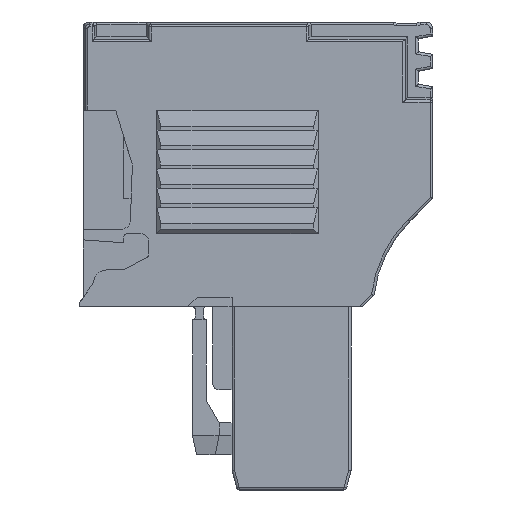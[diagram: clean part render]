
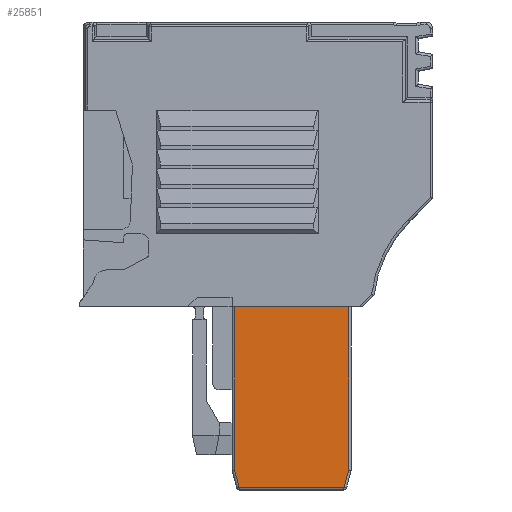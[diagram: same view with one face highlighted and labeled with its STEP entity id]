
A CAD part, left-side view. The second image highlights one B-rep face of the part: STEP entity #25851.
In plain terms, the highlighted planar face has unit normal (-1, 0, 0).
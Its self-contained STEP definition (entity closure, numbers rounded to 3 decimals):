
#25815=AXIS2_PLACEMENT_3D('Plane Axis2P3D',#25812,#25813,#25814) ;
#15895=CARTESIAN_POINT('Vertex',(3.425,15.3,14.15)) ;
#15898=CARTESIAN_POINT('Line Origine',(3.425,10.9,14.15)) ;
#15902=CARTESIAN_POINT('Vertex',(3.425,6.5,14.15)) ;
#25796=CARTESIAN_POINT('Vertex',(3.425,15.3,1.526)) ;
#25799=CARTESIAN_POINT('Line Origine',(3.425,15.3,7.075)) ;
#25812=CARTESIAN_POINT('Axis2P3D Location',(3.425,10.9,14.15)) ;
#25817=CARTESIAN_POINT('Line Origine',(3.425,10.9,0.2)) ;
#25821=CARTESIAN_POINT('Vertex',(3.425,6.855,0.2)) ;
#25823=CARTESIAN_POINT('Vertex',(3.425,14.945,0.2)) ;
#25826=CARTESIAN_POINT('Line Origine',(3.425,6.678,0.863)) ;
#25830=CARTESIAN_POINT('Vertex',(3.425,6.5,1.526)) ;
#25833=CARTESIAN_POINT('Line Origine',(3.425,6.5,7.838)) ;
#25838=CARTESIAN_POINT('Line Origine',(3.425,15.122,0.863)) ;
#15899=DIRECTION('Vector Direction',(0.,-1.,0.)) ;
#25800=DIRECTION('Vector Direction',(0.,0.,1.)) ;
#25813=DIRECTION('Axis2P3D Direction',(1.,0.,0.)) ;
#25814=DIRECTION('Axis2P3D XDirection',(0.,1.,0.)) ;
#25818=DIRECTION('Vector Direction',(0.,1.,0.)) ;
#25827=DIRECTION('Vector Direction',(0.,0.259,-0.966)) ;
#25834=DIRECTION('Vector Direction',(0.,0.,-1.)) ;
#25839=DIRECTION('Vector Direction',(0.,0.259,0.966)) ;
#15900=VECTOR('Line Direction',#15899,1.) ;
#25801=VECTOR('Line Direction',#25800,1.) ;
#25819=VECTOR('Line Direction',#25818,1.) ;
#25828=VECTOR('Line Direction',#25827,1.) ;
#25835=VECTOR('Line Direction',#25834,1.) ;
#25840=VECTOR('Line Direction',#25839,1.) ;
#25844=ORIENTED_EDGE('',*,*,#25825,.F.) ;
#25845=ORIENTED_EDGE('',*,*,#25832,.F.) ;
#25846=ORIENTED_EDGE('',*,*,#25837,.F.) ;
#25847=ORIENTED_EDGE('',*,*,#15904,.F.) ;
#25848=ORIENTED_EDGE('',*,*,#25803,.F.) ;
#25849=ORIENTED_EDGE('',*,*,#25842,.F.) ;
#25851=ADVANCED_FACE('Hauptk\X2\00F6\X0\rper',(#25850),#25816,.F.) ;
#15904=EDGE_CURVE('',#15896,#15903,#15901,.T.) ;
#25803=EDGE_CURVE('',#25797,#15896,#25802,.T.) ;
#25825=EDGE_CURVE('',#25822,#25824,#25820,.T.) ;
#25832=EDGE_CURVE('',#25831,#25822,#25829,.T.) ;
#25837=EDGE_CURVE('',#15903,#25831,#25836,.T.) ;
#25842=EDGE_CURVE('',#25824,#25797,#25841,.T.) ;
#25843=EDGE_LOOP('',(#25844,#25845,#25846,#25847,#25848,#25849)) ;
#25850=FACE_OUTER_BOUND('',#25843,.T.) ;
#15901=LINE('Line',#15898,#15900) ;
#25802=LINE('Line',#25799,#25801) ;
#25820=LINE('Line',#25817,#25819) ;
#25829=LINE('Line',#25826,#25828) ;
#25836=LINE('Line',#25833,#25835) ;
#25841=LINE('Line',#25838,#25840) ;
#25816=PLANE('',#25815) ;
#15896=VERTEX_POINT('',#15895) ;
#15903=VERTEX_POINT('',#15902) ;
#25797=VERTEX_POINT('',#25796) ;
#25822=VERTEX_POINT('',#25821) ;
#25824=VERTEX_POINT('',#25823) ;
#25831=VERTEX_POINT('',#25830) ;
